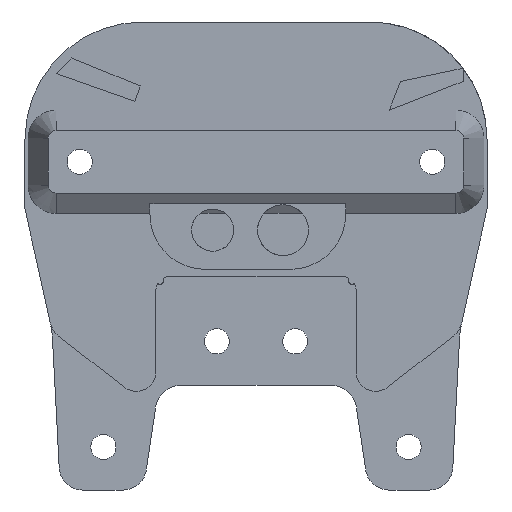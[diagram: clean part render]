
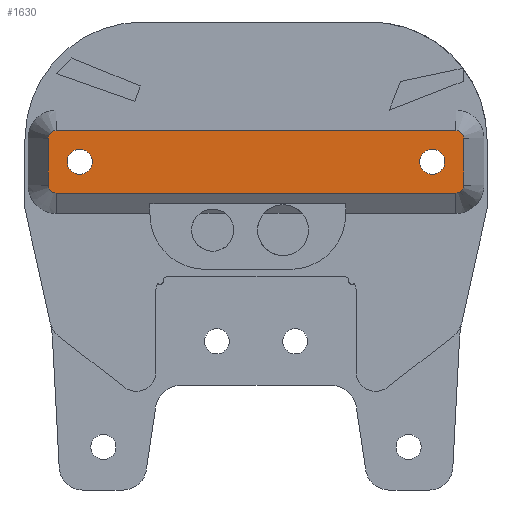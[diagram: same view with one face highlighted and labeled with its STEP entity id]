
A CAD part, front view. The second image highlights one B-rep face of the part: STEP entity #1630.
In plain terms, the highlighted planar face has unit normal (0, -1, 0).
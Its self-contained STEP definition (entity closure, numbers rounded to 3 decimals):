
#24=FACE_BOUND('',#241,.T.);
#25=FACE_BOUND('',#242,.T.);
#73=PLANE('',#1784);
#148=FACE_OUTER_BOUND('',#240,.T.);
#240=EDGE_LOOP('',(#1357,#1358,#1359,#1360,#1361,#1362,#1363,#1364));
#241=EDGE_LOOP('',(#1365));
#242=EDGE_LOOP('',(#1366));
#300=LINE('',#2385,#461);
#372=LINE('',#2586,#533);
#376=LINE('',#2596,#537);
#377=LINE('',#2601,#538);
#461=VECTOR('',#1898,1000.);
#533=VECTOR('',#2082,1000.);
#537=VECTOR('',#2094,1000.);
#538=VECTOR('',#2101,1000.);
#640=CIRCLE('',#1748,1.);
#641=CIRCLE('',#1751,1.);
#642=CIRCLE('',#1755,1.);
#643=CIRCLE('',#1758,1.);
#646=CIRCLE('',#1763,1.6);
#649=CIRCLE('',#1768,1.6);
#698=VERTEX_POINT('',#2382);
#699=VERTEX_POINT('',#2384);
#770=VERTEX_POINT('',#2579);
#771=VERTEX_POINT('',#2581);
#772=VERTEX_POINT('',#2585);
#773=VERTEX_POINT('',#2589);
#774=VERTEX_POINT('',#2594);
#775=VERTEX_POINT('',#2600);
#778=VERTEX_POINT('',#2612);
#781=VERTEX_POINT('',#2622);
#863=EDGE_CURVE('',#699,#698,#300,.T.);
#960=EDGE_CURVE('',#770,#771,#640,.T.);
#962=EDGE_CURVE('',#770,#772,#372,.T.);
#965=EDGE_CURVE('',#773,#772,#641,.T.);
#967=EDGE_CURVE('',#773,#774,#376,.T.);
#968=EDGE_CURVE('',#699,#774,#642,.T.);
#969=EDGE_CURVE('',#775,#771,#377,.T.);
#971=EDGE_CURVE('',#775,#698,#643,.T.);
#976=EDGE_CURVE('',#778,#778,#646,.T.);
#981=EDGE_CURVE('',#781,#781,#649,.T.);
#1357=ORIENTED_EDGE('',*,*,#863,.T.);
#1358=ORIENTED_EDGE('',*,*,#971,.F.);
#1359=ORIENTED_EDGE('',*,*,#969,.T.);
#1360=ORIENTED_EDGE('',*,*,#960,.F.);
#1361=ORIENTED_EDGE('',*,*,#962,.T.);
#1362=ORIENTED_EDGE('',*,*,#965,.F.);
#1363=ORIENTED_EDGE('',*,*,#967,.T.);
#1364=ORIENTED_EDGE('',*,*,#968,.F.);
#1365=ORIENTED_EDGE('',*,*,#981,.T.);
#1366=ORIENTED_EDGE('',*,*,#976,.T.);
#1630=ADVANCED_FACE('',(#148,#24,#25),#73,.T.);
#1748=AXIS2_PLACEMENT_3D('',#2582,#2077,#2078);
#1751=AXIS2_PLACEMENT_3D('',#2591,#2087,#2088);
#1755=AXIS2_PLACEMENT_3D('',#2598,#2097,#2098);
#1758=AXIS2_PLACEMENT_3D('',#2604,#2105,#2106);
#1763=AXIS2_PLACEMENT_3D('',#2614,#2117,#2118);
#1768=AXIS2_PLACEMENT_3D('',#2624,#2129,#2130);
#1784=AXIS2_PLACEMENT_3D('',#2671,#2179,#2180);
#1898=DIRECTION('',(1.,0.,0.));
#2077=DIRECTION('center_axis',(0.,1.,0.));
#2078=DIRECTION('ref_axis',(0.,0.,-1.));
#2082=DIRECTION('',(-1.,0.,0.));
#2087=DIRECTION('center_axis',(0.,1.,0.));
#2088=DIRECTION('ref_axis',(-0.707,0.,0.707));
#2094=DIRECTION('',(0.,0.,-1.));
#2097=DIRECTION('center_axis',(0.,1.,0.));
#2098=DIRECTION('ref_axis',(-0.707,0.,-0.707));
#2101=DIRECTION('',(0.,0.,1.));
#2105=DIRECTION('center_axis',(0.,1.,0.));
#2106=DIRECTION('ref_axis',(0.,0.,-1.));
#2117=DIRECTION('center_axis',(0.,1.,0.));
#2118=DIRECTION('ref_axis',(0.,0.,-1.));
#2129=DIRECTION('center_axis',(0.,1.,0.));
#2130=DIRECTION('ref_axis',(1.,0.,0.));
#2179=DIRECTION('center_axis',(0.,-1.,0.));
#2180=DIRECTION('ref_axis',(1.,0.,0.));
#2382=CARTESIAN_POINT('',(30.067,-14.7,48.935));
#2384=CARTESIAN_POINT('',(-20.977,-14.7,48.935));
#2385=CARTESIAN_POINT('',(-17.977,-14.7,48.935));
#2579=CARTESIAN_POINT('',(30.067,-14.7,56.935));
#2581=CARTESIAN_POINT('',(31.067,-14.7,55.935));
#2582=CARTESIAN_POINT('Origin',(30.067,-14.7,55.935));
#2585=CARTESIAN_POINT('',(-20.977,-14.7,56.935));
#2586=CARTESIAN_POINT('',(-13.977,-14.7,56.935));
#2589=CARTESIAN_POINT('',(-21.977,-14.7,55.935));
#2591=CARTESIAN_POINT('Origin',(-20.977,-14.7,55.935));
#2594=CARTESIAN_POINT('',(-21.977,-14.7,49.935));
#2596=CARTESIAN_POINT('',(-21.977,-14.7,56.935));
#2598=CARTESIAN_POINT('Origin',(-20.977,-14.7,49.935));
#2600=CARTESIAN_POINT('',(31.067,-14.7,49.935));
#2601=CARTESIAN_POINT('',(31.067,-14.7,52.935));
#2604=CARTESIAN_POINT('Origin',(30.067,-14.7,49.935));
#2612=CARTESIAN_POINT('',(25.467,-14.7,52.935));
#2614=CARTESIAN_POINT('Origin',(27.067,-14.7,52.935));
#2622=CARTESIAN_POINT('',(-19.577,-14.7,52.935));
#2624=CARTESIAN_POINT('Origin',(-17.977,-14.7,52.935));
#2671=CARTESIAN_POINT('Origin',(-17.977,-14.7,52.935));
